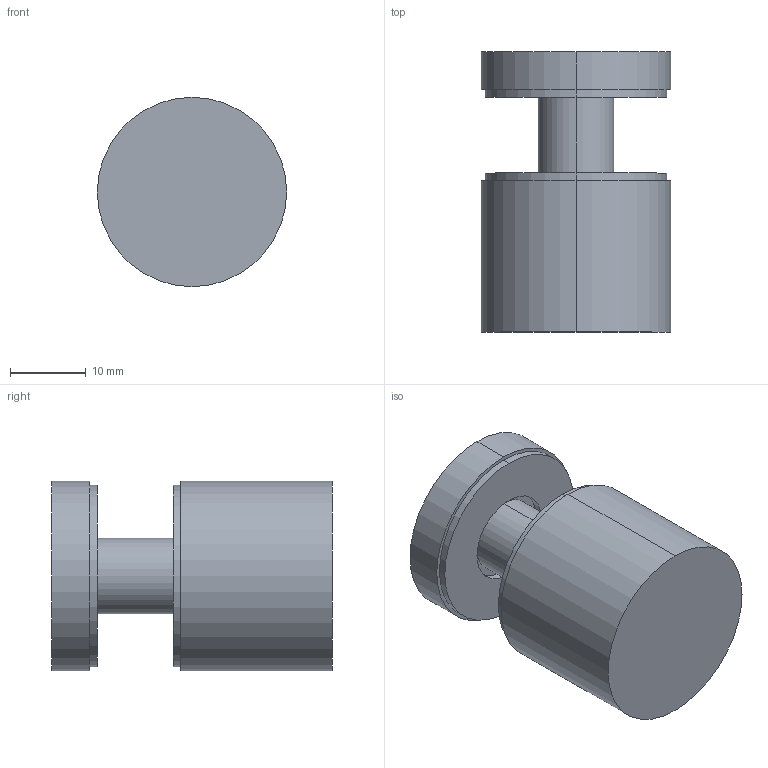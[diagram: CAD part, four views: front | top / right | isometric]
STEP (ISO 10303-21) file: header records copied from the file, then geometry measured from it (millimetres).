
FILE_DESCRIPTION (( 'STEP AP214' ), '1' );
FILE_NAME ('F002145_3D.step', '2022-08-15T13:32:22', ( '' ), ( '' ), 'SwSTEP 2.0', 'SolidWorks 2020', '' );
FILE_SCHEMA (( 'AUTOMOTIVE_DESIGN' ));
Length unit declared in the file: millimetre
Products named in the file (1): F002145_3D
Bounding box: 25 x 37 x 25 mm (x, y, z)
Volume: 13899.6 mm3; surface area: 5890 mm2
Topology: 4 solids, 4 shells, 23 faces, 42 edges, 28 vertices
Faces by surface type: cylinder 14, plane 9
Entity records: 653 total; most frequent: DIRECTION 118, CARTESIAN_POINT 94, ORIENTED_EDGE 84, AXIS2_PLACEMENT_3D 52, EDGE_CURVE 42, CIRCLE 28, EDGE_LOOP 28, VERTEX_POINT 28
